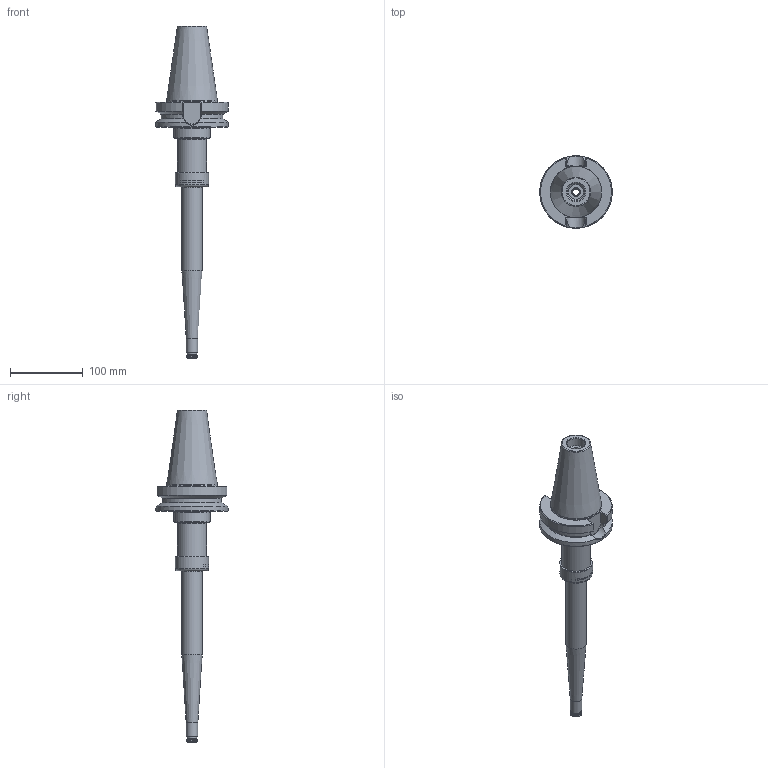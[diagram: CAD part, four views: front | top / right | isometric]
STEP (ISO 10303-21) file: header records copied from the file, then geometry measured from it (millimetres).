
FILE_DESCRIPTION(/* description */ (''),/* implementation_level */ '2;1');
FILE_NAME(/* name */ '885171190.stp',/* time_stamp */ '2023-03-15T12:11:46',/* author */ ('Ratnasingam Jekanthan'),/* organization */ ('REGO-FIX'),/* preprocessor_version */ ' Unknown',/* originating_system */ 'SIEMENS PLM Software Solid Edge ST10',/* authorization */ 'Unknown');
FILE_SCHEMA (('AUTOMOTIVE_DESIGN { 1 0 10303 214 2 1 1}'));
Length unit declared in the file: millimetre
Products named in the file (1): NOCUT
Bounding box: 100 x 100 x 457.8 mm (x, y, z)
Volume: 644130.1 mm3; surface area: 99813.4 mm2
Topology: 1 solids, 3 shells, 143 faces, 328 edges, 203 vertices
Faces by surface type: plane 45, cone 36, cylinder 34, torus 26, bspline 2
Full cylindrical faces by diameter (mm): 9 x1, 10 x2, 13 x1, 16 x2, 20.752 x2, 23.8 x1, 24.7 x1, 25 x2, 28 x1, 29 x1, 33 x1, 34 x1, 38.376 x1, 40 x1, 40.05 x1, 43.3 x1, 45.65 x1, 50.5 x1, 100 x1
Entity records: 4661 total; most frequent: CARTESIAN_POINT 813, DIRECTION 608, ORIENTED_EDGE 466, AXIS2_PLACEMENT_3D 272, EDGE_LOOP 234, FACE_BOUND 234, EDGE_CURVE 233, VERTEX_POINT 181
